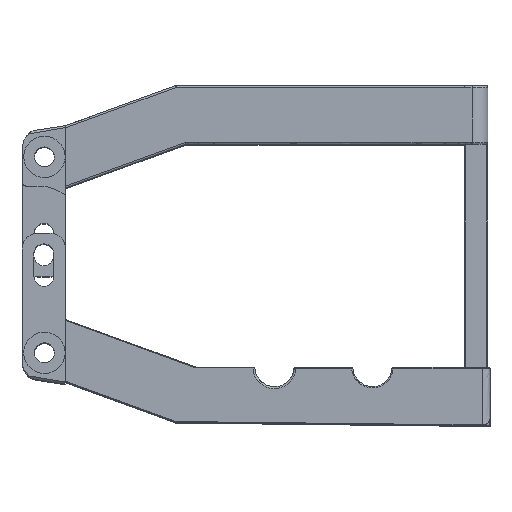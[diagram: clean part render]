
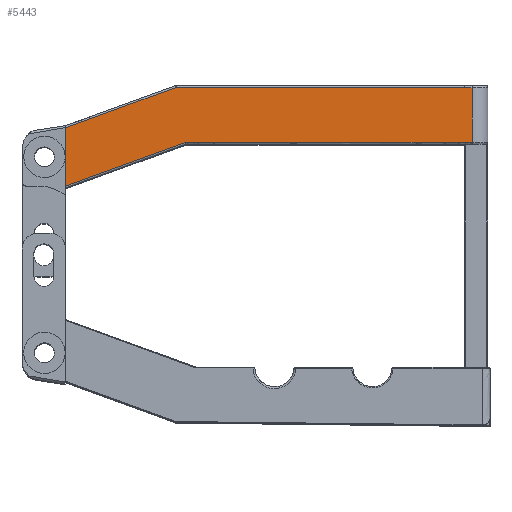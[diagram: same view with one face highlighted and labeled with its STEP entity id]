
A CAD part, top view. The second image highlights one B-rep face of the part: STEP entity #5443.
In plain terms, the highlighted free-form (B-spline) face has degree [1, 1] with [2, 2] control points.
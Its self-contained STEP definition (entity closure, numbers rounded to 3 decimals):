
#5186 = VERTEX_POINT('',#5187);
#5187 = CARTESIAN_POINT('',(58.325,-43.998,
    141.647));
#5249 = VERTEX_POINT('',#5250);
#5250 = CARTESIAN_POINT('',(30.714,-68.608,
    141.647));
#5256 = EDGE_CURVE('',#5249,#5257,#5259,.T.);
#5257 = VERTEX_POINT('',#5258);
#5258 = CARTESIAN_POINT('',(30.688,-54.057,
    141.647));
#5259 = B_SPLINE_CURVE_WITH_KNOTS('',1,(#5260,#5261),.UNSPECIFIED.,.F.,
  .F.,(2,2),(0.532,15.421),.PIECEWISE_BEZIER_KNOTS.);
#5260 = CARTESIAN_POINT('',(30.714,-68.608,
    141.647));
#5261 = CARTESIAN_POINT('',(30.688,-54.057,
    141.647));
#5425 = VERTEX_POINT('',#5426);
#5426 = CARTESIAN_POINT('',(60.659,-57.709,
    141.647));
#5432 = EDGE_CURVE('',#5425,#5249,#5433,.T.);
#5433 = B_SPLINE_CURVE_WITH_KNOTS('',1,(#5434,#5435),.UNSPECIFIED.,.F.,
  .F.,(2,2),(-5.017,27.59),.PIECEWISE_BEZIER_KNOTS.);
#5434 = CARTESIAN_POINT('',(60.659,-57.709,
    141.647));
#5435 = CARTESIAN_POINT('',(30.714,-68.608,
    141.647));
#5443 = ADVANCED_FACE('',(#5444),#5479,.T.);
#5444 = FACE_BOUND('',#5445,.T.);
#5445 = EDGE_LOOP('',(#5446,#5447,#5454,#5461,#5468,#5473,#5478));
#5446 = ORIENTED_EDGE('',*,*,#5432,.F.);
#5447 = ORIENTED_EDGE('',*,*,#5448,.F.);
#5448 = EDGE_CURVE('',#5449,#5425,#5451,.T.);
#5449 = VERTEX_POINT('',#5450);
#5450 = CARTESIAN_POINT('',(132.089,-57.709,
    141.647));
#5451 = B_SPLINE_CURVE_WITH_KNOTS('',1,(#5452,#5453),.UNSPECIFIED.,.F.,
  .F.,(2,2),(-44.548,28.54),.PIECEWISE_BEZIER_KNOTS.);
#5452 = CARTESIAN_POINT('',(132.089,-57.709,
    141.647));
#5453 = CARTESIAN_POINT('',(60.659,-57.709,
    141.647));
#5454 = ORIENTED_EDGE('',*,*,#5455,.F.);
#5455 = EDGE_CURVE('',#5456,#5449,#5458,.T.);
#5456 = VERTEX_POINT('',#5457);
#5457 = CARTESIAN_POINT('',(132.089,-44.027,
    141.647));
#5458 = B_SPLINE_CURVE_WITH_KNOTS('',1,(#5459,#5460),.UNSPECIFIED.,.F.,
  .F.,(2,2),(-6.039,7.961),.PIECEWISE_BEZIER_KNOTS.);
#5459 = CARTESIAN_POINT('',(132.089,-44.027,
    141.647));
#5460 = CARTESIAN_POINT('',(132.089,-57.709,
    141.647));
#5461 = ORIENTED_EDGE('',*,*,#5462,.F.);
#5462 = EDGE_CURVE('',#5463,#5456,#5465,.T.);
#5463 = VERTEX_POINT('',#5464);
#5464 = CARTESIAN_POINT('',(130.134,-44.027,
    141.647));
#5465 = B_SPLINE_CURVE_WITH_KNOTS('',1,(#5466,#5467),.UNSPECIFIED.,.F.,
  .F.,(2,2),(42.548,44.548),.PIECEWISE_BEZIER_KNOTS.);
#5466 = CARTESIAN_POINT('',(130.134,-44.027,
    141.647));
#5467 = CARTESIAN_POINT('',(132.089,-44.027,
    141.647));
#5468 = ORIENTED_EDGE('',*,*,#5469,.F.);
#5469 = EDGE_CURVE('',#5186,#5463,#5470,.T.);
#5470 = B_SPLINE_CURVE_WITH_KNOTS('',1,(#5471,#5472),.UNSPECIFIED.,.F.,
  .F.,(2,2),(5.851,79.328),.PIECEWISE_BEZIER_KNOTS.);
#5471 = CARTESIAN_POINT('',(58.325,-43.998,
    141.647));
#5472 = CARTESIAN_POINT('',(130.134,-44.027,
    141.647));
#5473 = ORIENTED_EDGE('',*,*,#5474,.F.);
#5474 = EDGE_CURVE('',#5257,#5186,#5475,.T.);
#5475 = B_SPLINE_CURVE_WITH_KNOTS('',1,(#5476,#5477),.UNSPECIFIED.,.F.,
  .F.,(2,2),(-7.522,22.571),.PIECEWISE_BEZIER_KNOTS.);
#5476 = CARTESIAN_POINT('',(30.688,-54.057,
    141.647));
#5477 = CARTESIAN_POINT('',(58.325,-43.998,
    141.647));
#5478 = ORIENTED_EDGE('',*,*,#5256,.F.);
#5479 = B_SPLINE_SURFACE_WITH_KNOTS('',1,1,(
    (#5480,#5481)
    ,(#5482,#5483
    )),.UNSPECIFIED.,.F.,.F.,.F.,(2,2),(2,2),(-87.095,
    16.66),(-12.606,12.575),
  .PIECEWISE_BEZIER_KNOTS.);
#5480 = CARTESIAN_POINT('',(132.089,-43.998,
    141.647));
#5481 = CARTESIAN_POINT('',(132.089,-68.608,
    141.647));
#5482 = CARTESIAN_POINT('',(30.688,-43.998,
    141.647));
#5483 = CARTESIAN_POINT('',(30.688,-68.608,
    141.647));
